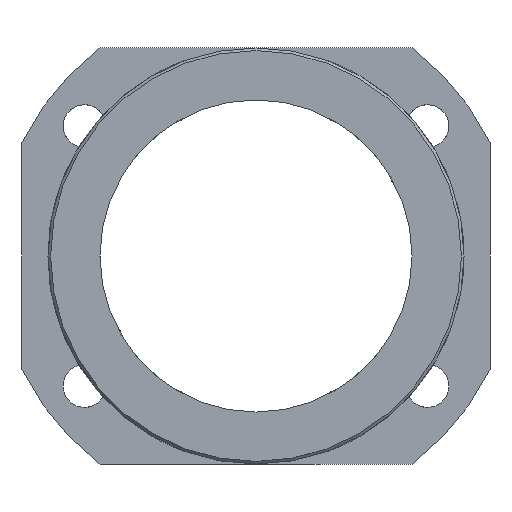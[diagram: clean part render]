
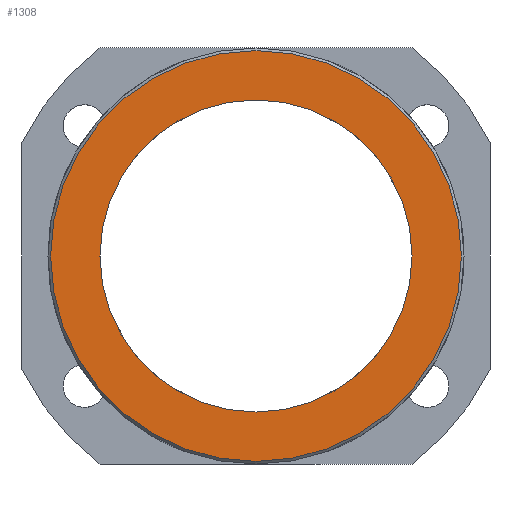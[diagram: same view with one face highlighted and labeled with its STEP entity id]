
A CAD part, left-side view. The second image highlights one B-rep face of the part: STEP entity #1308.
In plain terms, the highlighted planar face has unit normal (-1, 0, 0).
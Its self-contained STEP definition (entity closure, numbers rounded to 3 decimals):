
#27=FACE_BOUND($,#233,.T.);
#28=FACE_BOUND($,#234,.T.);
#233=EDGE_LOOP($,(#1108));
#234=EDGE_LOOP($,(#1109));
#514=CIRCLE($,#1421,39.5);
#515=CIRCLE($,#1423,30.);
#640=VERTEX_POINT($,#2414);
#641=VERTEX_POINT($,#2417);
#820=EDGE_CURVE($,#640,#640,#514,.T.);
#821=EDGE_CURVE($,#641,#641,#515,.T.);
#1108=ORIENTED_EDGE($,*,*,#821,.T.);
#1109=ORIENTED_EDGE($,*,*,#820,.F.);
#1253=PLANE($,#1422);
#1308=ADVANCED_FACE($,(#27,#28),#1253,.T.);
#1421=AXIS2_PLACEMENT_3D($,#2415,#1725,#1726);
#1422=AXIS2_PLACEMENT_3D($,#2416,#1727,#1728);
#1423=AXIS2_PLACEMENT_3D($,#2418,#1729,#1730);
#1725=DIRECTION('center_axis',(1.,0.,0.));
#1726=DIRECTION('ref_axis',(0.,-1.,0.));
#1727=DIRECTION('center_axis',(-1.,0.,0.));
#1728=DIRECTION('ref_axis',(0.,0.,1.));
#1729=DIRECTION('center_axis',(1.,0.,0.));
#1730=DIRECTION('ref_axis',(0.,1.,0.));
#2414=CARTESIAN_POINT('',(0.,39.5,0.));
#2415=CARTESIAN_POINT('Origin',(0.,0.,0.));
#2416=CARTESIAN_POINT('Origin',(0.,35.,0.));
#2417=CARTESIAN_POINT('',(0.,30.,0.));
#2418=CARTESIAN_POINT('Origin',(0.,0.,0.));
